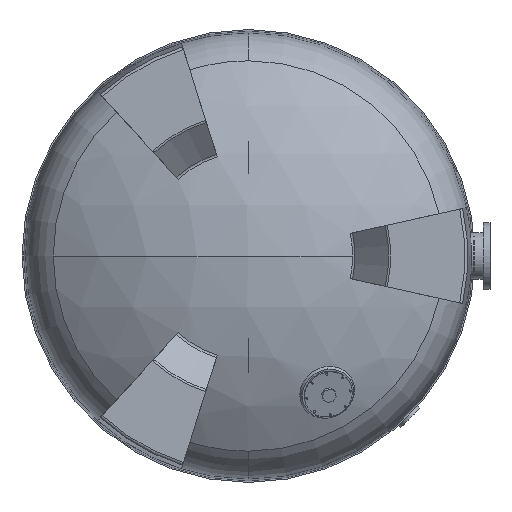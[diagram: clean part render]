
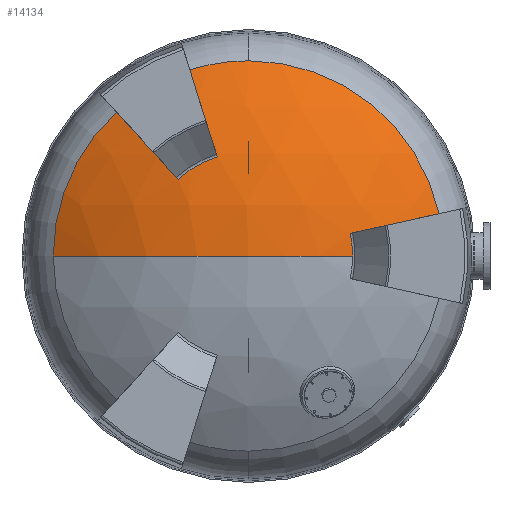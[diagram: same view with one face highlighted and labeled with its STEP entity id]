
A CAD part, front view. The second image highlights one B-rep face of the part: STEP entity #14134.
In plain terms, the highlighted spherical face has radius 1820 mm.
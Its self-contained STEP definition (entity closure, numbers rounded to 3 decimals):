
#35 = ORIENTED_EDGE ( 'NONE', *, *, #13790, .T. ) ;
#234 = DIRECTION ( 'NONE',  ( -0.216, 0., 0.976 ) ) ;
#289 = SPHERICAL_SURFACE ( 'NONE', #7422, 1820. ) ;
#530 = CIRCLE ( 'NONE', #9878, 996.83 ) ;
#654 = DIRECTION ( 'NONE',  ( 0., 1., 0. ) ) ;
#662 = CARTESIAN_POINT ( 'NONE',  ( 23190.314, 3229.568, 950.694 ) ) ;
#830 = CIRCLE ( 'NONE', #4006, 531.571 ) ;
#1166 = CIRCLE ( 'NONE', #6841, 1820. ) ;
#1258 = VERTEX_POINT ( 'NONE', #11698 ) ;
#1453 = EDGE_CURVE ( 'NONE', #8700, #4775, #4635, .T. ) ;
#1729 = DIRECTION ( 'NONE',  ( 0., 1., 0. ) ) ;
#1837 = CARTESIAN_POINT ( 'NONE',  ( 23490.067, 4752.305, 0. ) ) ;
#1850 = CARTESIAN_POINT ( 'NONE',  ( 23490.067, 4752.305, 0. ) ) ;
#1871 = AXIS2_PLACEMENT_3D ( 'NONE', #2681, #3617, #10392 ) ;
#1896 = CARTESIAN_POINT ( 'NONE',  ( 23490.067, 4752.305, 0. ) ) ;
#2049 = CIRCLE ( 'NONE', #11748, 531.571 ) ;
#2166 = EDGE_CURVE ( 'NONE', #8807, #1258, #530, .T. ) ;
#2276 = CARTESIAN_POINT ( 'NONE',  ( 23490.067, 3011.664, 0. ) ) ;
#2309 = CARTESIAN_POINT ( 'NONE',  ( 24463.268, 3229.568, 215.754 ) ) ;
#2338 = CIRCLE ( 'NONE', #2635, 996.83 ) ;
#2635 = AXIS2_PLACEMENT_3D ( 'NONE', #8475, #1729, #9592 ) ;
#2681 = CARTESIAN_POINT ( 'NONE',  ( 23490.067, 3229.568, 0. ) ) ;
#2845 = ORIENTED_EDGE ( 'NONE', *, *, #3486, .T. ) ;
#2969 = DIRECTION ( 'NONE',  ( -0.301, 0., 0.954 ) ) ;
#2972 = AXIS2_PLACEMENT_3D ( 'NONE', #4633, #13777, #4915 ) ;
#2980 = DIRECTION ( 'NONE',  ( 0., 0., -1. ) ) ;
#3173 = AXIS2_PLACEMENT_3D ( 'NONE', #1896, #5462, #4322 ) ;
#3410 = DIRECTION ( 'NONE',  ( 0., 0., 1. ) ) ;
#3486 = EDGE_CURVE ( 'NONE', #5242, #1258, #13364, .T. ) ;
#3617 = DIRECTION ( 'NONE',  ( 0., 1., 0. ) ) ;
#3678 = CARTESIAN_POINT ( 'NONE',  ( 23490.067, 3229.568, 0. ) ) ;
#4006 = AXIS2_PLACEMENT_3D ( 'NONE', #2276, #10133, #3410 ) ;
#4018 = DIRECTION ( 'NONE',  ( -0.866, 0., -0.5 ) ) ;
#4116 = DIRECTION ( 'NONE',  ( -0.954, 0., -0.301 ) ) ;
#4322 = DIRECTION ( 'NONE',  ( -1., 0., 0. ) ) ;
#4351 = EDGE_CURVE ( 'NONE', #6078, #8700, #1166, .T. ) ;
#4388 = CARTESIAN_POINT ( 'NONE',  ( 23490.067, 4752.305, 0. ) ) ;
#4633 = CARTESIAN_POINT ( 'NONE',  ( 23490.067, 4752.305, 0. ) ) ;
#4635 = CIRCLE ( 'NONE', #1871, 996.83 ) ;
#4775 = VERTEX_POINT ( 'NONE', #10421 ) ;
#4817 = DIRECTION ( 'NONE',  ( 0., 0., 1. ) ) ;
#4915 = DIRECTION ( 'NONE',  ( 1., 0., 0. ) ) ;
#5060 = ORIENTED_EDGE ( 'NONE', *, *, #11029, .F. ) ;
#5166 = ORIENTED_EDGE ( 'NONE', *, *, #14250, .F. ) ;
#5242 = VERTEX_POINT ( 'NONE', #11244 ) ;
#5430 = DIRECTION ( 'NONE',  ( -0.676, 0., 0.737 ) ) ;
#5462 = DIRECTION ( 'NONE',  ( 0., 0., -1. ) ) ;
#5874 = CARTESIAN_POINT ( 'NONE',  ( 23490.067, 4752.305, 0. ) ) ;
#5949 = CIRCLE ( 'NONE', #3173, 1820. ) ;
#5975 = ORIENTED_EDGE ( 'NONE', *, *, #10213, .T. ) ;
#6078 = VERTEX_POINT ( 'NONE', #10011 ) ;
#6192 = CARTESIAN_POINT ( 'NONE',  ( 24009.037, 3011.664, 115.053 ) ) ;
#6331 = ORIENTED_EDGE ( 'NONE', *, *, #7472, .F. ) ;
#6572 = ORIENTED_EDGE ( 'NONE', *, *, #14410, .F. ) ;
#6653 = ORIENTED_EDGE ( 'NONE', *, *, #2166, .F. ) ;
#6841 = AXIS2_PLACEMENT_3D ( 'NONE', #1837, #4116, #2969 ) ;
#7142 = ORIENTED_EDGE ( 'NONE', *, *, #4351, .F. ) ;
#7402 = CARTESIAN_POINT ( 'NONE',  ( 23490.067, 3011.664, 0. ) ) ;
#7422 = AXIS2_PLACEMENT_3D ( 'NONE', #1850, #2980, #9526 ) ;
#7472 = EDGE_CURVE ( 'NONE', #4775, #13744, #2338, .T. ) ;
#7935 = ORIENTED_EDGE ( 'NONE', *, *, #1453, .F. ) ;
#8030 = DIRECTION ( 'NONE',  ( 0.976, 0., 0.216 ) ) ;
#8438 = CARTESIAN_POINT ( 'NONE',  ( 23490.067, 2932.305, 0. ) ) ;
#8475 = CARTESIAN_POINT ( 'NONE',  ( 23490.067, 3229.568, 0. ) ) ;
#8700 = VERTEX_POINT ( 'NONE', #662 ) ;
#8807 = VERTEX_POINT ( 'NONE', #10999 ) ;
#9083 = CARTESIAN_POINT ( 'NONE',  ( 24021.638, 3011.664, 0. ) ) ;
#9158 = CIRCLE ( 'NONE', #9441, 1820. ) ;
#9384 = DIRECTION ( 'NONE',  ( 0., 1., 0. ) ) ;
#9441 = AXIS2_PLACEMENT_3D ( 'NONE', #5874, #234, #8030 ) ;
#9526 = DIRECTION ( 'NONE',  ( 1., 0., 0. ) ) ;
#9592 = DIRECTION ( 'NONE',  ( 0., 0., 1. ) ) ;
#9683 = VERTEX_POINT ( 'NONE', #6192 ) ;
#9878 = AXIS2_PLACEMENT_3D ( 'NONE', #3678, #9384, #4817 ) ;
#10011 = CARTESIAN_POINT ( 'NONE',  ( 23330.22, 3011.664, 506.968 ) ) ;
#10133 = DIRECTION ( 'NONE',  ( 0., 1., 0. ) ) ;
#10213 = EDGE_CURVE ( 'NONE', #9683, #13744, #9158, .T. ) ;
#10392 = DIRECTION ( 'NONE',  ( 0., 0., 1. ) ) ;
#10421 = CARTESIAN_POINT ( 'NONE',  ( 23490.067, 3229.568, 996.83 ) ) ;
#10478 = VERTEX_POINT ( 'NONE', #8438 ) ;
#10999 = CARTESIAN_POINT ( 'NONE',  ( 22493.236, 3229.568, 0. ) ) ;
#11029 = EDGE_CURVE ( 'NONE', #9683, #12593, #830, .T. ) ;
#11063 = CIRCLE ( 'NONE', #2972, 1820. ) ;
#11244 = CARTESIAN_POINT ( 'NONE',  ( 23130.942, 3011.664, 391.915 ) ) ;
#11698 = CARTESIAN_POINT ( 'NONE',  ( 22816.618, 3229.568, 734.94 ) ) ;
#11748 = AXIS2_PLACEMENT_3D ( 'NONE', #7402, #654, #4018 ) ;
#11881 = EDGE_LOOP ( 'NONE', ( #5166, #35, #5060, #5975, #6331, #7935, #7142, #6572, #2845, #6653 ) ) ;
#12593 = VERTEX_POINT ( 'NONE', #9083 ) ;
#13319 = AXIS2_PLACEMENT_3D ( 'NONE', #4388, #13396, #5430 ) ;
#13364 = CIRCLE ( 'NONE', #13319, 1820. ) ;
#13396 = DIRECTION ( 'NONE',  ( -0.737, 0., -0.676 ) ) ;
#13697 = FACE_OUTER_BOUND ( 'NONE', #11881, .T. ) ;
#13744 = VERTEX_POINT ( 'NONE', #2309 ) ;
#13777 = DIRECTION ( 'NONE',  ( 0., 0., 1. ) ) ;
#13790 = EDGE_CURVE ( 'NONE', #10478, #12593, #11063, .T. ) ;
#14134 = ADVANCED_FACE ( 'NONE', ( #13697 ), #289, .T. ) ;
#14250 = EDGE_CURVE ( 'NONE', #10478, #8807, #5949, .T. ) ;
#14410 = EDGE_CURVE ( 'NONE', #5242, #6078, #2049, .T. ) ;
